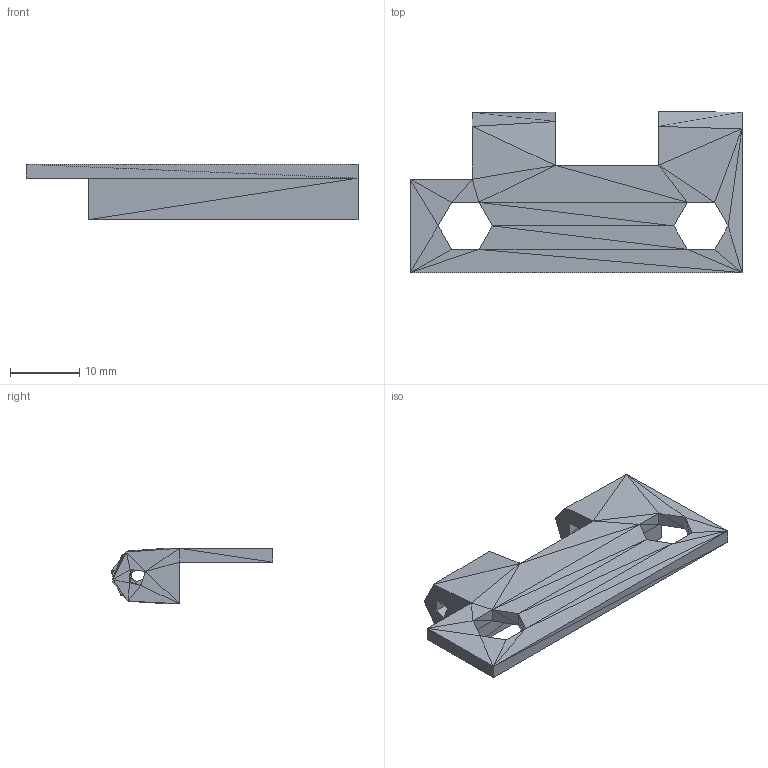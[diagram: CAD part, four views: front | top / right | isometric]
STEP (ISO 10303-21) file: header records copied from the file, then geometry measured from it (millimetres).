
FILE_DESCRIPTION(/* description */ (''),/* implementation_level */ '2;1');
FILE_NAME(/* name */ 'Right Wedgelet Mount.step',/* time_stamp */ '2025-12-17T21:23:52+05:45',/* author */ (''),/* organization */ (''),/* preprocessor_version */ 'ST-DEVELOPER v20.1',/* originating_system */ 'Autodesk Translation Framework v14.21.0.0',/* authorisation */ '');
FILE_SCHEMA (('AUTOMOTIVE_DESIGN { 1 0 10303 214 3 1 1 }'));
Length unit declared in the file: millimetre
Products named in the file (1): 2025-12-17-21-06-16-120
Bounding box: 48 x 23.31 x 8 mm (x, y, z)
Volume: 2816.6 mm3; surface area: 2783.1 mm2
Topology: 1 solids, 1 shells, 166 faces, 249 edges, 77 vertices
Faces by surface type: plane 166
Entity records: 3266 total; most frequent: DIRECTION 583, ORIENTED_EDGE 498, CARTESIAN_POINT 493, LINE 249, VECTOR 249, EDGE_CURVE 249, AXIS2_PLACEMENT_3D 167, FACE_OUTER_BOUND 166
